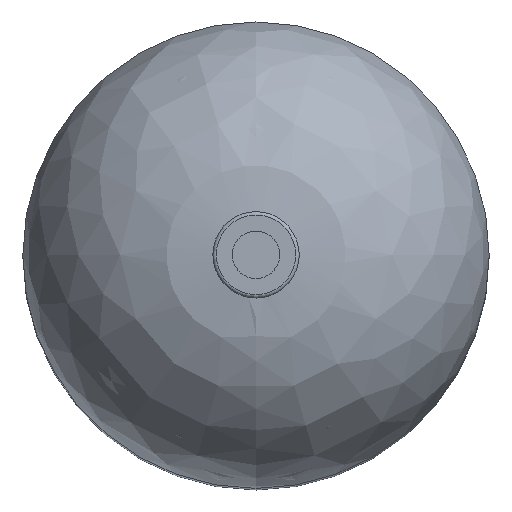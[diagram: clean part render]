
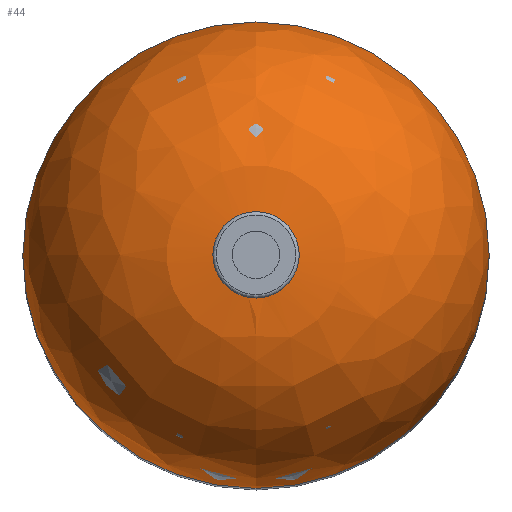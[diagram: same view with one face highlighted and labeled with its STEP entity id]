
A CAD part, top view. The second image highlights one B-rep face of the part: STEP entity #44.
In plain terms, the highlighted free-form (B-spline) face has degree [3, 3] with [4, 7] control points.
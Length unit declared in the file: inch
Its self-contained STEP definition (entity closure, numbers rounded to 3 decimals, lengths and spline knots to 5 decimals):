
#44=ADVANCED_FACE('',(#95,#96),#97,.T.);
#95=FACE_OUTER_BOUND('',#156,.T.);
#96=FACE_OUTER_BOUND('',#157,.T.);
#97=(B_SPLINE_SURFACE(3,3,((#159,#160,#161,#162,#163,#164,#165),(#166,#167,#168,#169,#170,#171,#172),(#173,#174,#175,#176,#177,#178,#179),(#180,#181,#182,#183,#184,#185,#186)),.UNSPECIFIED.,.F.,.T.,.F.)B_SPLINE_SURFACE_WITH_KNOTS((4,4),(4,3,4),(0.0,6.28319),(-1.5708,-0.7854,0.0),.UNSPECIFIED.)RATIONAL_B_SPLINE_SURFACE(((1.0,0.333,0.333,1.0,0.333,0.333,1.0),(0.805,0.268,0.268,0.805,0.268,0.268,0.805),(0.805,0.268,0.268,0.805,0.268,0.268,0.805),(1.0,0.333,0.333,1.0,0.333,0.333,1.0)))BOUNDED_SURFACE()REPRESENTATION_ITEM('')GEOMETRIC_REPRESENTATION_ITEM()SURFACE());
#156=EDGE_LOOP('',(#353));
#157=EDGE_LOOP('',(#354,#355));
#159=CARTESIAN_POINT('',(-0.04324,3.69881,-3.3989));
#160=CARTESIAN_POINT('',(6.70676,3.69881,-3.3989));
#161=CARTESIAN_POINT('',(6.70676,-3.05119,-3.3989));
#162=CARTESIAN_POINT('',(-0.04324,-3.05119,-3.3989));
#163=CARTESIAN_POINT('',(-6.79324,-3.05119,-3.3989));
#164=CARTESIAN_POINT('',(-6.79324,3.69881,-3.3989));
#165=CARTESIAN_POINT('',(-0.04324,3.69881,-3.3989));
#166=CARTESIAN_POINT('',(-0.04324,3.69881,-1.78798));
#167=CARTESIAN_POINT('',(6.70676,3.69881,-1.78798));
#168=CARTESIAN_POINT('',(6.70676,-3.05119,-1.78798));
#169=CARTESIAN_POINT('',(-0.04324,-3.05119,-1.78798));
#170=CARTESIAN_POINT('',(-6.79324,-3.05119,-1.78798));
#171=CARTESIAN_POINT('',(-6.79324,3.69881,-1.78798));
#172=CARTESIAN_POINT('',(-0.04324,3.69881,-1.78798));
#173=CARTESIAN_POINT('',(-0.04324,2.55972,-0.6489));
#174=CARTESIAN_POINT('',(4.42859,2.55972,-0.6489));
#175=CARTESIAN_POINT('',(4.42859,-1.9121,-0.6489));
#176=CARTESIAN_POINT('',(-0.04324,-1.9121,-0.6489));
#177=CARTESIAN_POINT('',(-4.51506,-1.9121,-0.6489));
#178=CARTESIAN_POINT('',(-4.51506,2.55972,-0.6489));
#179=CARTESIAN_POINT('',(-0.04324,2.55972,-0.6489));
#180=CARTESIAN_POINT('',(-0.04324,0.94881,-0.6489));
#181=CARTESIAN_POINT('',(1.20676,0.94881,-0.6489));
#182=CARTESIAN_POINT('',(1.20676,-0.30119,-0.6489));
#183=CARTESIAN_POINT('',(-0.04324,-0.30119,-0.6489));
#184=CARTESIAN_POINT('',(-1.29324,-0.30119,-0.6489));
#185=CARTESIAN_POINT('',(-1.29324,0.94881,-0.6489));
#186=CARTESIAN_POINT('',(-0.04324,0.94881,-0.6489));
#353=ORIENTED_EDGE('',*,*,#416,.F.);
#354=ORIENTED_EDGE('',*,*,#417,.T.);
#355=ORIENTED_EDGE('',*,*,#418,.F.);
#416=EDGE_CURVE('',#449,#449,#450,.T.);
#417=EDGE_CURVE('',#451,#452,#453,.T.);
#418=EDGE_CURVE('',#451,#452,#454,.T.);
#449=VERTEX_POINT('',#491);
#450=CIRCLE('',#492,3.375);
#451=VERTEX_POINT('',#493);
#452=VERTEX_POINT('',#494);
#453=CIRCLE('',#495,0.625);
#454=CIRCLE('',#496,0.625);
#491=CARTESIAN_POINT('',(-0.04324,3.69881,-3.3989));
#492=AXIS2_PLACEMENT_3D('',#533,#534,#535);
#493=CARTESIAN_POINT('',(-0.04322,-0.30119,-0.6489));
#494=CARTESIAN_POINT('',(-0.04322,0.94881,-0.6489));
#495=AXIS2_PLACEMENT_3D('',#536,#537,#538);
#496=AXIS2_PLACEMENT_3D('',#539,#540,#541);
#533=CARTESIAN_POINT('',(-0.04324,0.32381,-3.3989));
#534=DIRECTION('',(0.0,0.,-1.0));
#535=DIRECTION('',(0.0,1.0,0.));
#536=CARTESIAN_POINT('',(-0.04324,0.32381,-0.6489));
#537=DIRECTION('',(0.0,0.,-1.0));
#538=DIRECTION('',(0.0,1.0,0.));
#539=CARTESIAN_POINT('',(-0.0432,0.32381,-0.6489));
#540=DIRECTION('',(0.0,0.0,1.0));
#541=DIRECTION('',(1.0,0.0,0.0));
